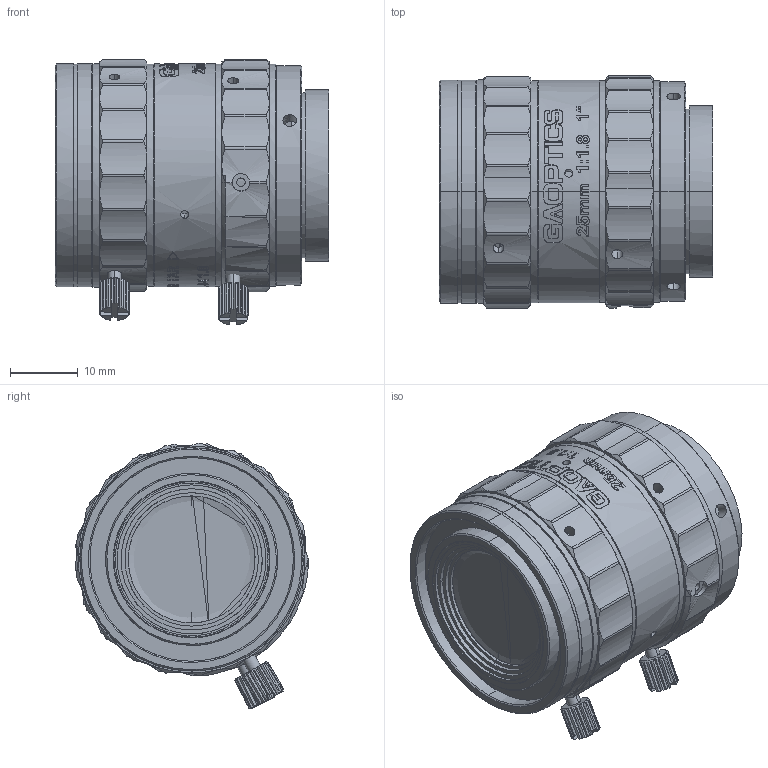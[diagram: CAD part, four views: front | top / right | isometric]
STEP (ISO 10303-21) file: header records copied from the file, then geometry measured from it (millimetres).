
FILE_DESCRIPTION (( 'STEP AP203' ), '1' );
FILE_NAME ('600024.STEP', '2020-12-30T12:21:31', ( '' ), ( '' ), 'SwSTEP 2.0', 'SolidWorks 2019', '' );
FILE_SCHEMA (( 'CONFIG_CONTROL_DESIGN' ));
Length unit declared in the file: millimetre
Products named in the file (1): 600024
Bounding box: 40.55 x 34.55 x 39.36 mm (x, y, z)
Surface area: 12887.8 mm2 (no closed solid volume)
Topology: 0 solids, 6 shells, 1258 faces, 3483 edges, 2305 vertices
Faces by surface type: bspline 1258
Entity records: 59537 total; most frequent: CARTESIAN_POINT 38821, ORIENTED_EDGE 6947, EDGE_CURVE 3482, B_SPLINE_CURVE_WITH_KNOTS 3097, VERTEX_POINT 2308, EDGE_LOOP 1365, FACE_OUTER_BOUND 1258, ADVANCED_FACE 1257
